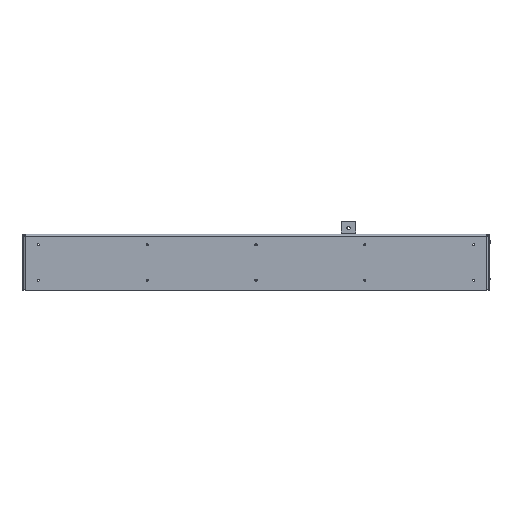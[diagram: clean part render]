
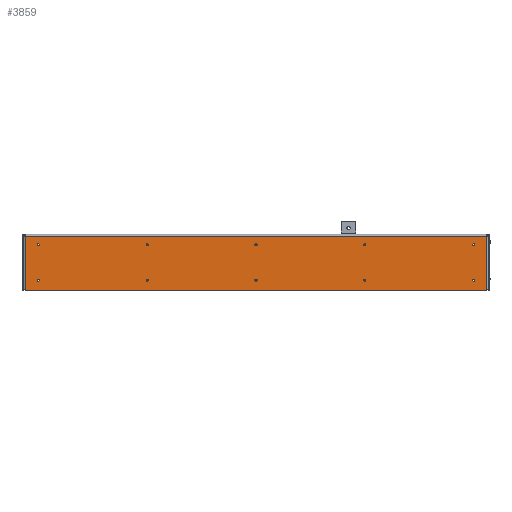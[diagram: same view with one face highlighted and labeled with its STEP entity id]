
A CAD part, left-side view. The second image highlights one B-rep face of the part: STEP entity #3859.
In plain terms, the highlighted planar face has unit normal (-1, 0, 0).
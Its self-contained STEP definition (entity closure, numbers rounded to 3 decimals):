
#103=PLANE('',#4281);
#261=LINE('',#6080,#525);
#271=LINE('',#6104,#535);
#273=LINE('',#6110,#537);
#336=LINE('',#6333,#600);
#355=LINE('',#6381,#619);
#358=LINE('',#6388,#622);
#525=VECTOR('',#4935,1.587);
#535=VECTOR('',#4955,1.588);
#537=VECTOR('',#4961,75.238);
#600=VECTOR('',#5250,75.238);
#619=VECTOR('',#5317,651.863);
#622=VECTOR('',#5328,651.863);
#856=FACE_BOUND('',#1497,.T.);
#857=FACE_BOUND('',#1498,.T.);
#858=FACE_BOUND('',#1499,.T.);
#859=FACE_BOUND('',#1500,.T.);
#860=FACE_BOUND('',#1501,.T.);
#861=FACE_BOUND('',#1502,.T.);
#862=FACE_BOUND('',#1503,.T.);
#863=FACE_BOUND('',#1504,.T.);
#864=FACE_BOUND('',#1505,.T.);
#865=FACE_BOUND('',#1506,.T.);
#866=FACE_BOUND('',#1507,.T.);
#1497=EDGE_LOOP('',(#3382));
#1498=EDGE_LOOP('',(#3383));
#1499=EDGE_LOOP('',(#3384));
#1500=EDGE_LOOP('',(#3385));
#1501=EDGE_LOOP('',(#3386));
#1502=EDGE_LOOP('',(#3387));
#1503=EDGE_LOOP('',(#3388));
#1504=EDGE_LOOP('',(#3389));
#1505=EDGE_LOOP('',(#3390));
#1506=EDGE_LOOP('',(#3391));
#1507=EDGE_LOOP('',(#3392,#3393,#3394,#3395,#3396,#3397));
#1607=CIRCLE('',#3928,1.5);
#1611=CIRCLE('',#3934,1.5);
#1615=CIRCLE('',#3940,1.5);
#1619=CIRCLE('',#3946,1.5);
#1623=CIRCLE('',#3952,1.5);
#1627=CIRCLE('',#3958,1.5);
#1631=CIRCLE('',#3964,1.5);
#1635=CIRCLE('',#3970,1.5);
#1639=CIRCLE('',#3976,1.5);
#1643=CIRCLE('',#3982,1.5);
#1893=VERTEX_POINT('',#5663);
#1897=VERTEX_POINT('',#5673);
#1901=VERTEX_POINT('',#5683);
#1905=VERTEX_POINT('',#5693);
#1909=VERTEX_POINT('',#5703);
#1913=VERTEX_POINT('',#5713);
#1917=VERTEX_POINT('',#5723);
#1921=VERTEX_POINT('',#5733);
#1925=VERTEX_POINT('',#5743);
#1929=VERTEX_POINT('',#5753);
#2064=VERTEX_POINT('',#6073);
#2066=VERTEX_POINT('',#6079);
#2072=VERTEX_POINT('',#6094);
#2075=VERTEX_POINT('',#6102);
#2077=VERTEX_POINT('',#6108);
#2124=VERTEX_POINT('',#6332);
#2253=EDGE_CURVE('',#1893,#1893,#1607,.T.);
#2257=EDGE_CURVE('',#1897,#1897,#1611,.T.);
#2261=EDGE_CURVE('',#1901,#1901,#1615,.T.);
#2265=EDGE_CURVE('',#1905,#1905,#1619,.T.);
#2269=EDGE_CURVE('',#1909,#1909,#1623,.T.);
#2273=EDGE_CURVE('',#1913,#1913,#1627,.T.);
#2277=EDGE_CURVE('',#1917,#1917,#1631,.T.);
#2281=EDGE_CURVE('',#1921,#1921,#1635,.T.);
#2285=EDGE_CURVE('',#1925,#1925,#1639,.T.);
#2289=EDGE_CURVE('',#1929,#1929,#1643,.T.);
#2435=EDGE_CURVE('',#2066,#2064,#261,.T.);
#2447=EDGE_CURVE('',#2072,#2075,#271,.T.);
#2450=EDGE_CURVE('',#2064,#2077,#273,.T.);
#2544=EDGE_CURVE('',#2124,#2072,#336,.T.);
#2572=EDGE_CURVE('',#2077,#2124,#355,.T.);
#2576=EDGE_CURVE('',#2066,#2075,#358,.T.);
#3382=ORIENTED_EDGE('',*,*,#2253,.T.);
#3383=ORIENTED_EDGE('',*,*,#2257,.T.);
#3384=ORIENTED_EDGE('',*,*,#2261,.T.);
#3385=ORIENTED_EDGE('',*,*,#2265,.T.);
#3386=ORIENTED_EDGE('',*,*,#2269,.T.);
#3387=ORIENTED_EDGE('',*,*,#2273,.T.);
#3388=ORIENTED_EDGE('',*,*,#2277,.T.);
#3389=ORIENTED_EDGE('',*,*,#2281,.T.);
#3390=ORIENTED_EDGE('',*,*,#2285,.T.);
#3391=ORIENTED_EDGE('',*,*,#2289,.T.);
#3392=ORIENTED_EDGE('',*,*,#2435,.T.);
#3393=ORIENTED_EDGE('',*,*,#2450,.T.);
#3394=ORIENTED_EDGE('',*,*,#2572,.T.);
#3395=ORIENTED_EDGE('',*,*,#2544,.T.);
#3396=ORIENTED_EDGE('',*,*,#2447,.T.);
#3397=ORIENTED_EDGE('',*,*,#2576,.F.);
#3859=ADVANCED_FACE('',(#856,#857,#858,#859,#860,#861,#862,#863,#864,#865,
#866),#103,.T.);
#3928=AXIS2_PLACEMENT_3D('',#5664,#4490,#4491);
#3934=AXIS2_PLACEMENT_3D('',#5674,#4502,#4503);
#3940=AXIS2_PLACEMENT_3D('',#5684,#4514,#4515);
#3946=AXIS2_PLACEMENT_3D('',#5694,#4526,#4527);
#3952=AXIS2_PLACEMENT_3D('',#5704,#4538,#4539);
#3958=AXIS2_PLACEMENT_3D('',#5714,#4550,#4551);
#3964=AXIS2_PLACEMENT_3D('',#5724,#4562,#4563);
#3970=AXIS2_PLACEMENT_3D('',#5734,#4574,#4575);
#3976=AXIS2_PLACEMENT_3D('',#5744,#4586,#4587);
#3982=AXIS2_PLACEMENT_3D('',#5754,#4598,#4599);
#4281=AXIS2_PLACEMENT_3D('',#6395,#5338,#5339);
#4490=DIRECTION('center_axis',(1.,0.,0.));
#4491=DIRECTION('ref_axis',(0.,0.,
1.));
#4502=DIRECTION('center_axis',(1.,0.,0.));
#4503=DIRECTION('ref_axis',(0.,0.,
1.));
#4514=DIRECTION('center_axis',(1.,0.,0.));
#4515=DIRECTION('ref_axis',(0.,0.,
1.));
#4526=DIRECTION('center_axis',(1.,0.,0.));
#4527=DIRECTION('ref_axis',(0.,0.,
1.));
#4538=DIRECTION('center_axis',(1.,0.,0.));
#4539=DIRECTION('ref_axis',(0.,0.,
1.));
#4550=DIRECTION('center_axis',(1.,0.,0.));
#4551=DIRECTION('ref_axis',(0.,0.,
1.));
#4562=DIRECTION('center_axis',(1.,0.,0.));
#4563=DIRECTION('ref_axis',(0.,0.,
1.));
#4574=DIRECTION('center_axis',(1.,0.,0.));
#4575=DIRECTION('ref_axis',(0.,0.,
1.));
#4586=DIRECTION('center_axis',(1.,0.,0.));
#4587=DIRECTION('ref_axis',(0.,0.,
1.));
#4598=DIRECTION('center_axis',(1.,0.,0.));
#4599=DIRECTION('ref_axis',(0.,0.,
1.));
#4935=DIRECTION('',(0.,0.,1.));
#4955=DIRECTION('',(0.,0.,-1.));
#4961=DIRECTION('',(0.,0.,1.));
#5250=DIRECTION('',(0.,0.,-1.));
#5317=DIRECTION('',(0.,1.,0.));
#5328=DIRECTION('',(0.,1.,0.));
#5338=DIRECTION('center_axis',(-1.,0.,0.));
#5339=DIRECTION('ref_axis',(0.,0.,
1.));
#5663=CARTESIAN_POINT('',(-178.275,-153.858,-64.912));
#5664=CARTESIAN_POINT('Origin',(-178.275,-153.858,-63.412));
#5673=CARTESIAN_POINT('',(-178.275,307.715,-64.913));
#5674=CARTESIAN_POINT('Origin',(-178.275,307.715,-63.413));
#5683=CARTESIAN_POINT('',(-178.275,-307.715,-14.912));
#5684=CARTESIAN_POINT('Origin',(-178.275,-307.715,-13.412));
#5693=CARTESIAN_POINT('',(-178.275,307.715,-14.913));
#5694=CARTESIAN_POINT('Origin',(-178.275,307.715,-13.413));
#5703=CARTESIAN_POINT('',(-178.275,0.,-14.912));
#5704=CARTESIAN_POINT('Origin',(-178.275,0.,-13.412));
#5713=CARTESIAN_POINT('',(-178.275,153.858,-14.913));
#5714=CARTESIAN_POINT('Origin',(-178.275,153.858,-13.413));
#5723=CARTESIAN_POINT('',(-178.275,-153.858,-14.912));
#5724=CARTESIAN_POINT('Origin',(-178.275,-153.858,-13.412));
#5733=CARTESIAN_POINT('',(-178.275,153.858,-64.913));
#5734=CARTESIAN_POINT('Origin',(-178.275,153.858,-63.413));
#5743=CARTESIAN_POINT('',(-178.275,0.,-64.912));
#5744=CARTESIAN_POINT('Origin',(-178.275,0.,-63.412));
#5753=CARTESIAN_POINT('',(-178.275,-307.715,-64.912));
#5754=CARTESIAN_POINT('Origin',(-178.275,-307.715,-63.412));
#6073=CARTESIAN_POINT('',(-178.275,-325.931,-76.825));
#6079=CARTESIAN_POINT('',(-178.275,-325.931,-78.412));
#6080=CARTESIAN_POINT('',(-178.275,-325.931,-58.309));
#6094=CARTESIAN_POINT('',(-178.275,325.931,-76.825));
#6102=CARTESIAN_POINT('',(-178.275,325.931,-78.413));
#6104=CARTESIAN_POINT('',(-178.275,325.931,-19.896));
#6108=CARTESIAN_POINT('',(-178.275,-325.931,-1.588));
#6110=CARTESIAN_POINT('',(-178.275,-325.931,-58.309));
#6332=CARTESIAN_POINT('',(-178.275,325.931,-1.588));
#6333=CARTESIAN_POINT('',(-178.275,325.931,-19.896));
#6381=CARTESIAN_POINT('',(-178.275,0.,-1.588));
#6388=CARTESIAN_POINT('',(-178.275,-327.519,-78.412));
#6395=CARTESIAN_POINT('Origin',(-178.275,0.,-38.205));
